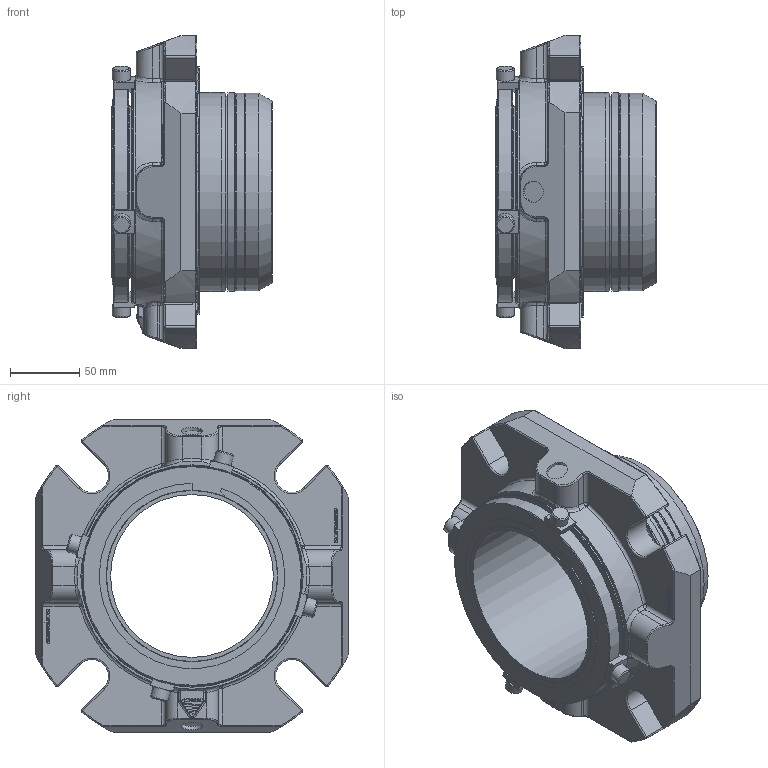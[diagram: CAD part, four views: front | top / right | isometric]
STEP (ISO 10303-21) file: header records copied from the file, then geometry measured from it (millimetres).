
FILE_DESCRIPTION(/* description */ ('Unknown'),/* implementation_level */ '2;1');
FILE_NAME(/* name */ '4.625',/* time_stamp */ '2023-01-31T12:42:03+00:00',/* author */ ('Unknown'),/* organization */ ('Unknown'),/* preprocessor_version */ 'ST-DEVELOPER v16.7',/* originating_system */ 'Solid Edge',/* authorisation */ 'Unknown');
FILE_SCHEMA (('AUTOMOTIVE_DESIGN {1 0 10303 214 3 1 1}'));
Length unit declared in the file: millimetre
Products named in the file (1): 4.625
Bounding box: 115.93 x 225.65 x 225.65 mm (x, y, z)
Volume: 1426188.1 mm3; surface area: 211185.2 mm2
Topology: 1 solids, 1 shells, 991 faces, 2608 edges, 1616 vertices
Faces by surface type: cylinder 314, plane 277, bspline 231, torus 106, cone 37, sphere 26
Full cylindrical faces by diameter (mm): 2.194 x1, 13 x4, 15.342 x2, 117.475 x1, 123.8 x1, 124.638 x1, 139.192 x2, 141.529 x1, 142.494 x2, 142.9 x1, 143.662 x1, 158.75 x1, 160.274 x1, 169.977 x1, 171.45 x1, 175.412 x1, 175.565 x1, 175.92 x1, 176 x1, 176.581 x1, 176.835 x1
Entity records: 35012 total; most frequent: CARTESIAN_POINT 12426, ORIENTED_EDGE 4980, DIRECTION 4246, EDGE_CURVE 2490, AXIS2_PLACEMENT_3D 1597, VERTEX_POINT 1588, EDGE_LOOP 1104, FACE_BOUND 1104
